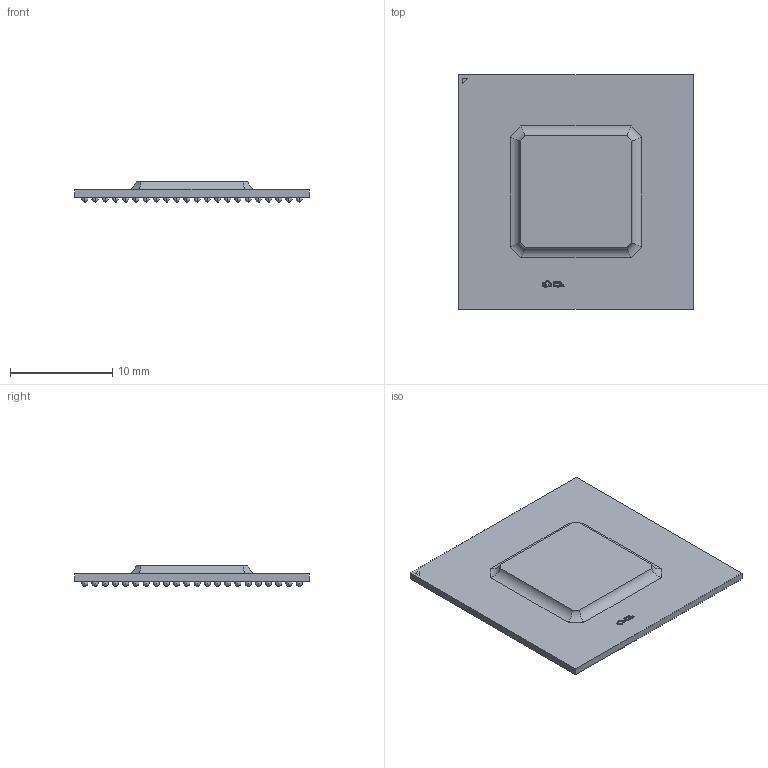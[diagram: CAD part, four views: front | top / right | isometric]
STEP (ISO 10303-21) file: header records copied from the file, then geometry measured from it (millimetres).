
FILE_DESCRIPTION (( 'STEP AP214' ), '1' );
FILE_NAME ('FBGA-484_L23.0-W23.0-R22-C22-P1.00-TL.step', '2022-06-22T14:44:24', ( '' ), ( '' ), 'SwSTEP 2.0', 'SolidWorks 2020', '' );
FILE_SCHEMA (( 'AUTOMOTIVE_DESIGN' ));
Length unit declared in the file: millimetre
Products named in the file (1): FBGA-484_L23.0-W23.0-R22-C22-P1.00-TL
Bounding box: 23 x 23 x 2 mm (x, y, z)
Volume: 525.6 mm3; surface area: 1519.8 mm2
Topology: 1 solids, 1 shells, 1274 faces, 5181 edges, 3454 vertices
Faces by surface type: sphere 968, plane 186, bspline 112, cylinder 8
Entity records: 51853 total; most frequent: CARTESIAN_POINT 8166, DIRECTION 6787, ORIENTED_EDGE 5522, AXIS2_PLACEMENT_3D 3099, EDGE_CURVE 2761, VERTEX_POINT 2002, CIRCLE 1936, EDGE_LOOP 1787
